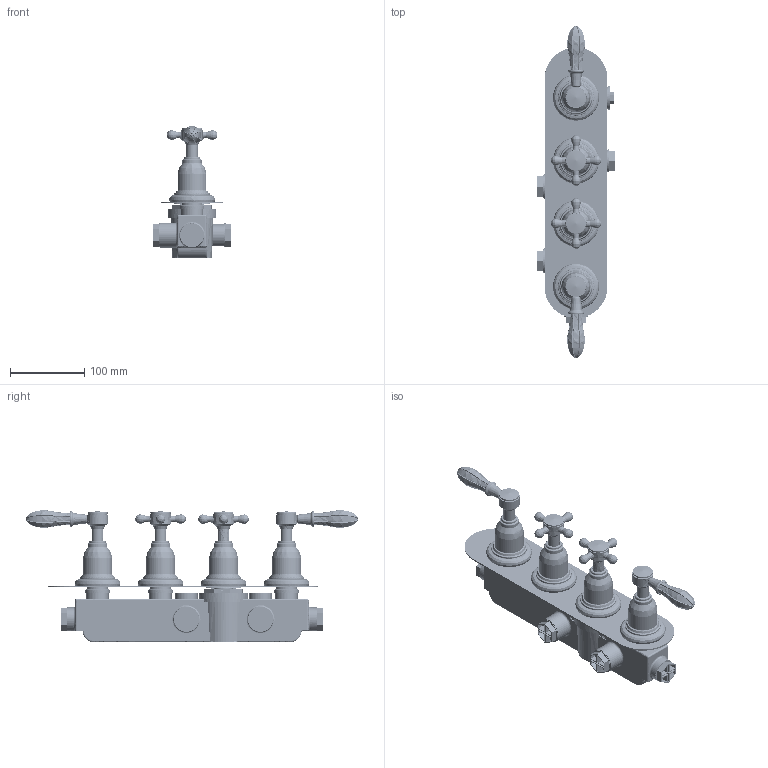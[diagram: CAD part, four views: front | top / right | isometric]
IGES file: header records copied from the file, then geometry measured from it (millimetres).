
Global section: file name: V206-T2GB T2GC; native system: Autodesk Inventor 2018; preprocessor: unknown; author: adaniels; date: 20171205.101618; units: millimetre
Bounding box: 104 x 448 x 178.73 mm (x, y, z)
Volume: 1313959.4 mm3; surface area: 463085.2 mm2
Topology: 91 solids, 108 shells, 3362 faces, 9167 edges, 6198 vertices
Faces by surface type: bspline 3362
